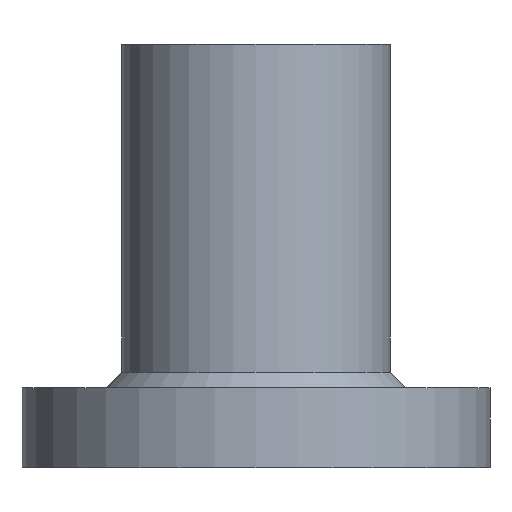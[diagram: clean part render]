
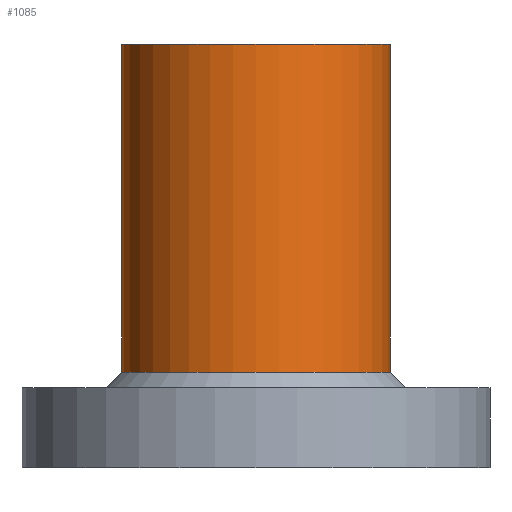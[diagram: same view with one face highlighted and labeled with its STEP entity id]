
A CAD part, left-side view. The second image highlights one B-rep face of the part: STEP entity #1085.
In plain terms, the highlighted cylindrical face has radius 8.6 mm (diameter 17.2 mm), a full revolution.
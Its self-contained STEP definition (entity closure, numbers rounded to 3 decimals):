
#303=CYLINDRICAL_SURFACE('',#1163,8.6);
#316=FACE_BOUND('',#430,.T.);
#355=FACE_OUTER_BOUND('',#429,.T.);
#429=EDGE_LOOP('',(#803));
#430=EDGE_LOOP('',(#804));
#540=CIRCLE('',#1162,8.6);
#541=CIRCLE('',#1164,8.6);
#566=VERTEX_POINT('',#1577);
#567=VERTEX_POINT('',#1580);
#662=EDGE_CURVE('',#566,#566,#540,.T.);
#663=EDGE_CURVE('',#567,#567,#541,.F.);
#803=ORIENTED_EDGE('',*,*,#663,.F.);
#804=ORIENTED_EDGE('',*,*,#662,.F.);
#1085=ADVANCED_FACE('',(#355,#316),#303,.T.);
#1162=AXIS2_PLACEMENT_3D('',#1578,#1265,#1266);
#1163=AXIS2_PLACEMENT_3D('',#1579,#1267,#1268);
#1164=AXIS2_PLACEMENT_3D('',#1581,#1269,#1270);
#1265=DIRECTION('center_axis',(0.,0.,-1.));
#1266=DIRECTION('ref_axis',(0.,1.,0.));
#1267=DIRECTION('center_axis',(0.,0.,-1.));
#1268=DIRECTION('ref_axis',(0.,1.,0.));
#1269=DIRECTION('center_axis',(0.,0.,-1.));
#1270=DIRECTION('ref_axis',(0.,1.,0.));
#1577=CARTESIAN_POINT('',(40.,166.4,-236.84));
#1578=CARTESIAN_POINT('Origin',(40.,175.,-236.84));
#1579=CARTESIAN_POINT('Origin',(40.,175.,-223.84));
#1580=CARTESIAN_POINT('',(40.,166.4,-215.84));
#1581=CARTESIAN_POINT('Origin',(40.,175.,-215.84));
